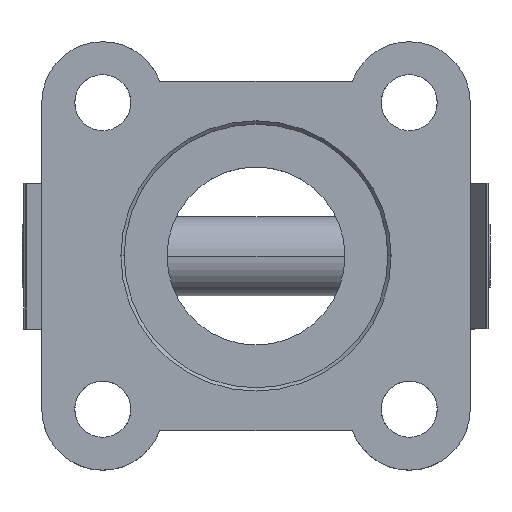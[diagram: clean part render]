
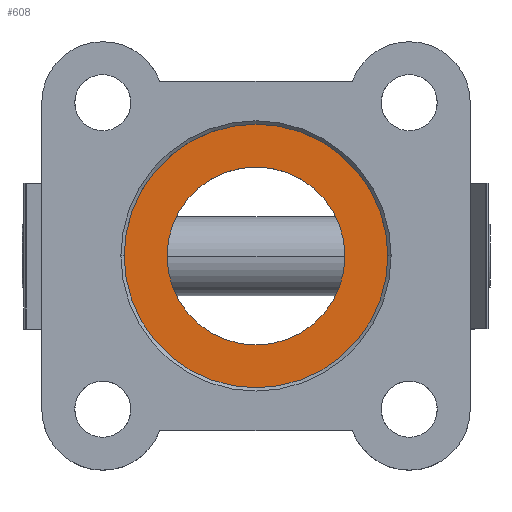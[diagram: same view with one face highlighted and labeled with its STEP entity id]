
A CAD part, top view. The second image highlights one B-rep face of the part: STEP entity #608.
In plain terms, the highlighted planar face has unit normal (0, 0, 1).
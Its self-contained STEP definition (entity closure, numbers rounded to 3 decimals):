
#323 = ORIENTED_EDGE ( 'NONE', *, *, #1023, .T. ) ;
#344 = ORIENTED_EDGE ( 'NONE', *, *, #2285, .T. ) ;
#345 = ORIENTED_EDGE ( 'NONE', *, *, #2283, .T. ) ;
#608 = ADVANCED_FACE ( 'NONE', ( #3829, #3826 ), #4990, .T. ) ;
#949 = CIRCLE ( 'NONE', #4229, 13.5 ) ;
#952 = CIRCLE ( 'NONE', #4231, 20. ) ;
#1023 = EDGE_CURVE ( 'NONE', #4620, #4602, #3963, .T. ) ;
#1029 = EDGE_CURVE ( 'NONE', #4585, #4625, #3972, .T. ) ;
#1377 = ORIENTED_EDGE ( 'NONE', *, *, #1029, .T. ) ;
#1408 = EDGE_LOOP ( 'NONE', ( #1377, #344 ) ) ;
#1447 = EDGE_LOOP ( 'NONE', ( #345, #323 ) ) ;
#2283 = EDGE_CURVE ( 'NONE', #4602, #4620, #949, .T. ) ;
#2285 = EDGE_CURVE ( 'NONE', #4625, #4585, #952, .T. ) ;
#2397 = AXIS2_PLACEMENT_3D ( 'NONE', #5189, #4984, #4985 ) ;
#2451 = AXIS2_PLACEMENT_3D ( 'NONE', #5195, #5225, #5197 ) ;
#2456 = AXIS2_PLACEMENT_3D ( 'NONE', #5210, #5212, #5214 ) ;
#3268 = CARTESIAN_POINT ( 'NONE',  ( 32.5, 32.5, 5.5 ) ) ;
#3270 = CARTESIAN_POINT ( 'NONE',  ( 32.5, 32.5, 5.5 ) ) ;
#3272 = DIRECTION ( 'NONE',  ( 0., 0., -1. ) ) ;
#3273 = DIRECTION ( 'NONE',  ( 1., 0., 0. ) ) ;
#3277 = DIRECTION ( 'NONE',  ( 0., 0., 1. ) ) ;
#3278 = DIRECTION ( 'NONE',  ( 1., 0., 0. ) ) ;
#3532 = CARTESIAN_POINT ( 'NONE',  ( 52.5, 32.5, 5.5 ) ) ;
#3548 = CARTESIAN_POINT ( 'NONE',  ( 46., 32.5, 5.5 ) ) ;
#3566 = CARTESIAN_POINT ( 'NONE',  ( 19., 32.5, 5.5 ) ) ;
#3571 = CARTESIAN_POINT ( 'NONE',  ( 12.5, 32.5, 5.5 ) ) ;
#3826 = FACE_BOUND ( 'NONE', #1447, .T. ) ;
#3829 = FACE_OUTER_BOUND ( 'NONE', #1408, .T. ) ;
#3963 = CIRCLE ( 'NONE', #2451, 13.5 ) ;
#3972 = CIRCLE ( 'NONE', #2456, 20. ) ;
#4229 = AXIS2_PLACEMENT_3D ( 'NONE', #3270, #3272, #3273 ) ;
#4231 = AXIS2_PLACEMENT_3D ( 'NONE', #3268, #3277, #3278 ) ;
#4585 = VERTEX_POINT ( 'NONE', #3532 ) ;
#4602 = VERTEX_POINT ( 'NONE', #3548 ) ;
#4620 = VERTEX_POINT ( 'NONE', #3566 ) ;
#4625 = VERTEX_POINT ( 'NONE', #3571 ) ;
#4984 = DIRECTION ( 'NONE',  ( 0., 0., 1. ) ) ;
#4985 = DIRECTION ( 'NONE',  ( 1., 0., 0. ) ) ;
#4990 = PLANE ( 'NONE',  #2397 ) ;
#5189 = CARTESIAN_POINT ( 'NONE',  ( 32.5, 32.5, 5.5 ) ) ;
#5195 = CARTESIAN_POINT ( 'NONE',  ( 32.5, 32.5, 5.5 ) ) ;
#5197 = DIRECTION ( 'NONE',  ( 1., 0., 0. ) ) ;
#5210 = CARTESIAN_POINT ( 'NONE',  ( 32.5, 32.5, 5.5 ) ) ;
#5212 = DIRECTION ( 'NONE',  ( 0., 0., 1. ) ) ;
#5214 = DIRECTION ( 'NONE',  ( 1., 0., 0. ) ) ;
#5225 = DIRECTION ( 'NONE',  ( 0., 0., -1. ) ) ;
